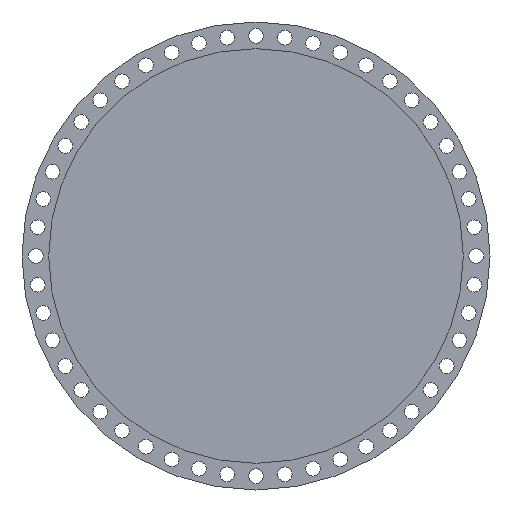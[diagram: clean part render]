
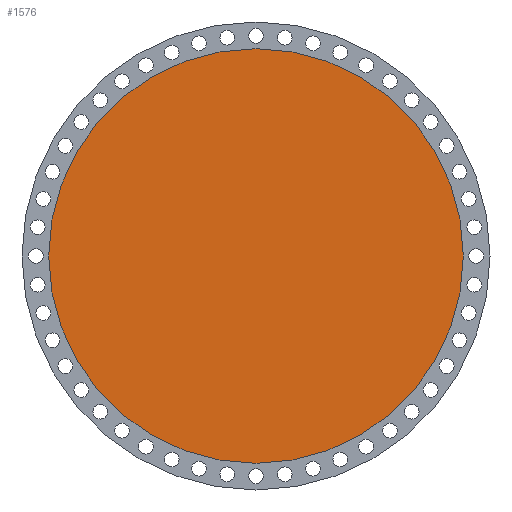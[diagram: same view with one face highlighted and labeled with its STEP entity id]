
A CAD part, left-side view. The second image highlights one B-rep face of the part: STEP entity #1576.
In plain terms, the highlighted planar face has unit normal (-1, 0, 0).
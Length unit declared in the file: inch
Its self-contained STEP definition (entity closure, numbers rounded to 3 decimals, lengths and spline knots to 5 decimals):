
#204 = CARTESIAN_POINT ( 'NONE',  ( 0., 0., 0. ) ) ;
#348 = DIRECTION ( 'NONE',  ( 0., 0., 1. ) ) ;
#772 = CARTESIAN_POINT ( 'NONE',  ( 0., 0., 0. ) ) ;
#883 = AXIS2_PLACEMENT_3D ( 'NONE', #2927, #2965, #348 ) ;
#1197 = EDGE_LOOP ( 'NONE', ( #1455, #3605 ) ) ;
#1304 = CIRCLE ( 'NONE', #2824, 28.125 ) ;
#1307 = AXIS2_PLACEMENT_3D ( 'NONE', #772, #2785, #3440 ) ;
#1381 = DIRECTION ( 'NONE',  ( -1., 0., 0. ) ) ;
#1455 = ORIENTED_EDGE ( 'NONE', *, *, #3363, .T. ) ;
#1576 = ADVANCED_FACE ( 'NONE', ( #2353 ), #3595, .T. ) ;
#2130 = CARTESIAN_POINT ( 'NONE',  ( 0., 0., 28.125 ) ) ;
#2233 = CARTESIAN_POINT ( 'NONE',  ( 0., 0., -28.125 ) ) ;
#2249 = DIRECTION ( 'NONE',  ( 0., 0., 1. ) ) ;
#2353 = FACE_OUTER_BOUND ( 'NONE', #1197, .T. ) ;
#2434 = VERTEX_POINT ( 'NONE', #2130 ) ;
#2785 = DIRECTION ( 'NONE',  ( -1., 0., 0. ) ) ;
#2824 = AXIS2_PLACEMENT_3D ( 'NONE', #204, #1381, #2249 ) ;
#2927 = CARTESIAN_POINT ( 'NONE',  ( 0., 0., 0. ) ) ;
#2965 = DIRECTION ( 'NONE',  ( -1., 0., 0. ) ) ;
#3093 = EDGE_CURVE ( 'NONE', #3795, #2434, #1304, .T. ) ;
#3363 = EDGE_CURVE ( 'NONE', #2434, #3795, #3593, .T. ) ;
#3440 = DIRECTION ( 'NONE',  ( 0., 0., 1. ) ) ;
#3593 = CIRCLE ( 'NONE', #1307, 28.125 ) ;
#3595 = PLANE ( 'NONE',  #883 ) ;
#3605 = ORIENTED_EDGE ( 'NONE', *, *, #3093, .T. ) ;
#3795 = VERTEX_POINT ( 'NONE', #2233 ) ;
